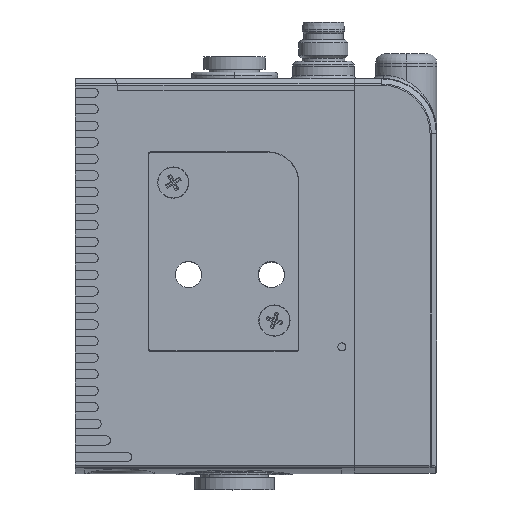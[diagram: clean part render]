
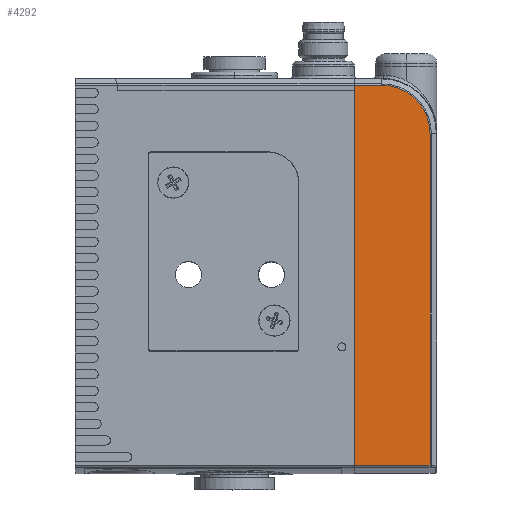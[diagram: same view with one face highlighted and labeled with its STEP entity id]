
A CAD part, top view. The second image highlights one B-rep face of the part: STEP entity #4292.
In plain terms, the highlighted planar face has unit normal (0, 0, 1).
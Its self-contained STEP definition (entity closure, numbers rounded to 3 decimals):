
#4292=ADVANCED_FACE('',(#9017),#9018,.F.);
#9017=FACE_OUTER_BOUND('',#18688,.T.);
#9018=PLANE('',#18689);
#18688=EDGE_LOOP('',(#33876,#33877,#33878,#33879,#33880));
#18689=AXIS2_PLACEMENT_3D('',#33881,#33882,#33883);
#33876=ORIENTED_EDGE('',*,*,#42987,.T.);
#33877=ORIENTED_EDGE('',*,*,#42988,.T.);
#33878=ORIENTED_EDGE('',*,*,#42989,.F.);
#33879=ORIENTED_EDGE('',*,*,#42990,.T.);
#33880=ORIENTED_EDGE('',*,*,#42991,.T.);
#33881=CARTESIAN_POINT('',(50.0,55.0,12.5));
#33882=DIRECTION('',(0.0,0.0,-1.0));
#33883=DIRECTION('',(-1.0,0.0,0.0));
#42987=EDGE_CURVE('',#51054,#51055,#51056,.T.);
#42988=EDGE_CURVE('',#51055,#51057,#51058,.T.);
#42989=EDGE_CURVE('',#51059,#51057,#51060,.T.);
#42990=EDGE_CURVE('',#51059,#51061,#51062,.T.);
#42991=EDGE_CURVE('',#51061,#51054,#51063,.T.);
#51054=VERTEX_POINT('',#63448);
#51055=VERTEX_POINT('',#63449);
#51056=CIRCLE('',#63450,7.876);
#51057=VERTEX_POINT('',#63451);
#51058=LINE('',#63452,#63453);
#51059=VERTEX_POINT('',#63454);
#51060=LINE('',#63455,#63456);
#51061=VERTEX_POINT('',#63457);
#51062=LINE('',#63458,#63459);
#51063=LINE('',#63460,#63461);
#63448=CARTESIAN_POINT('',(57.876,55.0,12.5));
#63449=CARTESIAN_POINT('',(50.0,62.876,12.5));
#63450=AXIS2_PLACEMENT_3D('',#73181,#73182,#73183);
#63451=CARTESIAN_POINT('',(45.5,62.876,12.5));
#63452=CARTESIAN_POINT('',(45.5,62.876,12.5));
#63453=VECTOR('',#73184,1000.0);
#63454=CARTESIAN_POINT('',(45.5,0.876,12.5));
#63455=CARTESIAN_POINT('',(45.5,0.625,12.5));
#63456=VECTOR('',#73185,1000.0);
#63457=CARTESIAN_POINT('',(57.876,0.876,12.5));
#63458=CARTESIAN_POINT('',(50.0,0.876,12.5));
#63459=VECTOR('',#73186,1000.0);
#63460=CARTESIAN_POINT('',(57.876,55.0,12.5));
#63461=VECTOR('',#73187,1000.0);
#73181=CARTESIAN_POINT('',(50.0,55.0,12.5));
#73182=DIRECTION('',(0.0,0.0,1.0));
#73183=DIRECTION('',(-1.0,0.0,0.0));
#73184=DIRECTION('',(-1.0,-0.0,-0.0));
#73185=DIRECTION('',(0.0,1.0,0.));
#73186=DIRECTION('',(1.0,0.0,0.0));
#73187=DIRECTION('',(0.0,1.0,0.0));
